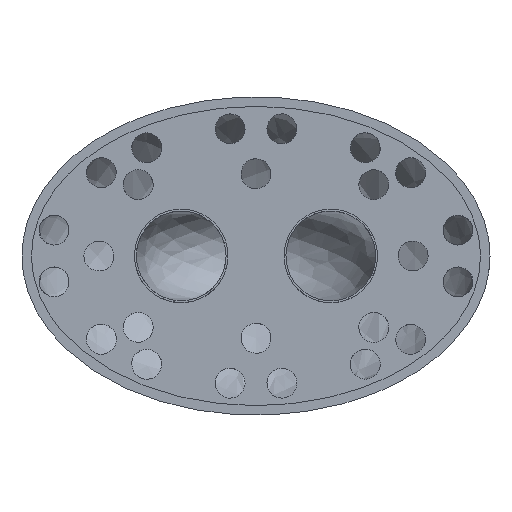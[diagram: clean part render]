
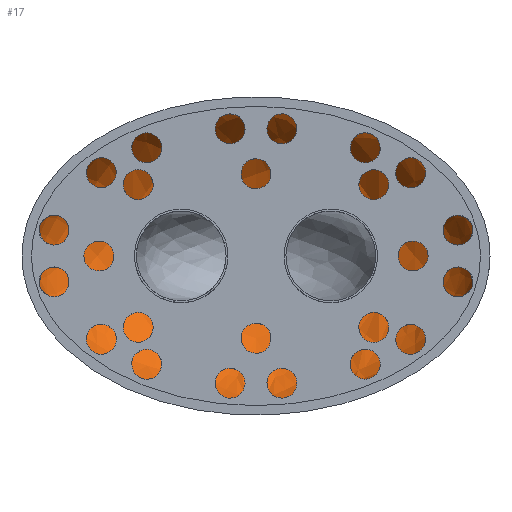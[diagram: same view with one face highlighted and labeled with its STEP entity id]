
A CAD part, top view. The second image highlights one B-rep face of the part: STEP entity #17.
In plain terms, the highlighted free-form (B-spline) face has degree [2, 2] with [5, 9] control points.
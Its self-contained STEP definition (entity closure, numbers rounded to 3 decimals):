
#17 = ADVANCED_FACE('',(#18),#40,.T.);
#18 = FACE_BOUND('',#19,.T.);
#19 = EDGE_LOOP('',(#20,#32));
#20 = ORIENTED_EDGE('',*,*,#21,.F.);
#21 = EDGE_CURVE('',#22,#24,#26,.T.);
#22 = VERTEX_POINT('',#23);
#23 = CARTESIAN_POINT('',(-22.569,0.,
    0.));
#24 = VERTEX_POINT('',#25);
#25 = CARTESIAN_POINT('',(22.569,0.,
    0.));
#26 = ( BOUNDED_CURVE() B_SPLINE_CURVE(2,(#27,#28,#29,#30,#31),
.UNSPECIFIED.,.F.,.F.) B_SPLINE_CURVE_WITH_KNOTS((3,2,3),(
-1.571,0.,1.571),.PIECEWISE_BEZIER_KNOTS.) CURVE() 
GEOMETRIC_REPRESENTATION_ITEM() RATIONAL_B_SPLINE_CURVE((1.,
0.707,1.,0.707,1.)) REPRESENTATION_ITEM('') );
#27 = CARTESIAN_POINT('',(-22.569,0.,
    0.));
#28 = CARTESIAN_POINT('',(-22.569,15.046,
    0.));
#29 = CARTESIAN_POINT('',(0.,15.046,
    0.));
#30 = CARTESIAN_POINT('',(22.569,15.046,
    0.));
#31 = CARTESIAN_POINT('',(22.569,0.,
    0.));
#32 = ORIENTED_EDGE('',*,*,#33,.F.);
#33 = EDGE_CURVE('',#24,#22,#34,.T.);
#34 = ( BOUNDED_CURVE() B_SPLINE_CURVE(2,(#35,#36,#37,#38,#39),
.UNSPECIFIED.,.F.,.F.) B_SPLINE_CURVE_WITH_KNOTS((3,2,3),(
-1.571,0.,1.571),.PIECEWISE_BEZIER_KNOTS.) CURVE() 
GEOMETRIC_REPRESENTATION_ITEM() RATIONAL_B_SPLINE_CURVE((1.,
0.707,1.,0.707,1.)) REPRESENTATION_ITEM('') );
#35 = CARTESIAN_POINT('',(22.569,0.,
    0.));
#36 = CARTESIAN_POINT('',(22.569,-15.046,
    0.));
#37 = CARTESIAN_POINT('',(0.,-15.046,
    0.));
#38 = CARTESIAN_POINT('',(-22.569,-15.046,
    0.));
#39 = CARTESIAN_POINT('',(-22.569,0.,
    0.));
#40 = ( BOUNDED_SURFACE() B_SPLINE_SURFACE(2,2,(
    (#41,#42,#43,#44,#45,#46,#47,#48,#49)
    ,(#50,#51,#52,#53,#54,#55,#56,#57,#58)
    ,(#59,#60,#61,#62,#63,#64,#65,#66,#67)
    ,(#68,#69,#70,#71,#72,#73,#74,#75,#76)
    ,(#77,#78,#79,#80,#81,#82,#83,#84,#85
)),.UNSPECIFIED.,.F.,.T.,.F.) B_SPLINE_SURFACE_WITH_KNOTS((3,2,3),(1,2,2
    ,2,2,2,1),(-1.571,0.,1.571),(-1.571,0.,
    1.571,3.142,4.712,6.283,
7.854),.UNSPECIFIED.) GEOMETRIC_REPRESENTATION_ITEM() 
RATIONAL_B_SPLINE_SURFACE((
    (1.,0.707,1.,0.707,1.,0.707,1.
      ,0.707,1.)
    ,(0.707,0.5,0.707,0.5,0.707,0.5
      ,0.707,0.5,0.707)
    ,(1.,0.707,1.,0.707,1.,0.707,1.
      ,0.707,1.)
    ,(0.707,0.5,0.707,0.5,0.707,0.5
      ,0.707,0.5,0.707)
    ,(1.,0.707,1.,0.707,1.,0.707,1.
,0.707,1.))) REPRESENTATION_ITEM('') SURFACE() );
#41 = CARTESIAN_POINT('',(-22.569,0.,
    0.));
#42 = CARTESIAN_POINT('',(-22.569,0.,
    0.));
#43 = CARTESIAN_POINT('',(-22.569,0.,
    0.));
#44 = CARTESIAN_POINT('',(-22.569,0.,
    0.));
#45 = CARTESIAN_POINT('',(-22.569,0.,
    0.));
#46 = CARTESIAN_POINT('',(-22.569,0.,
    0.));
#47 = CARTESIAN_POINT('',(-22.569,0.,
    0.));
#48 = CARTESIAN_POINT('',(-22.569,0.,
    0.));
#49 = CARTESIAN_POINT('',(-22.569,0.,
    0.));
#50 = CARTESIAN_POINT('',(-22.569,15.046,
    0.));
#51 = CARTESIAN_POINT('',(-22.569,15.046,
    13.365));
#52 = CARTESIAN_POINT('',(-22.569,0.,
    13.365));
#53 = CARTESIAN_POINT('',(-22.569,-15.046,
    13.365));
#54 = CARTESIAN_POINT('',(-22.569,-15.046,
    0.));
#55 = CARTESIAN_POINT('',(-22.569,-15.046,-13.365
    ));
#56 = CARTESIAN_POINT('',(-22.569,0.,
    -13.365));
#57 = CARTESIAN_POINT('',(-22.569,15.046,-13.365
    ));
#58 = CARTESIAN_POINT('',(-22.569,15.046,
    0.));
#59 = CARTESIAN_POINT('',(0.,15.046,
    0.));
#60 = CARTESIAN_POINT('',(0.,15.046,
    13.365));
#61 = CARTESIAN_POINT('',(0.,0.,
    13.365));
#62 = CARTESIAN_POINT('',(0.,-15.046,
    13.365));
#63 = CARTESIAN_POINT('',(0.,-15.046,
    0.));
#64 = CARTESIAN_POINT('',(0.,-15.046,
    -13.365));
#65 = CARTESIAN_POINT('',(0.,0.,
    -13.365));
#66 = CARTESIAN_POINT('',(0.,15.046,
    -13.365));
#67 = CARTESIAN_POINT('',(0.,15.046,
    0.));
#68 = CARTESIAN_POINT('',(22.569,15.046,
    0.));
#69 = CARTESIAN_POINT('',(22.569,15.046,
    13.365));
#70 = CARTESIAN_POINT('',(22.569,0.,
    13.365));
#71 = CARTESIAN_POINT('',(22.569,-15.046,
    13.365));
#72 = CARTESIAN_POINT('',(22.569,-15.046,
    0.));
#73 = CARTESIAN_POINT('',(22.569,-15.046,-13.365
    ));
#74 = CARTESIAN_POINT('',(22.569,0.,
    -13.365));
#75 = CARTESIAN_POINT('',(22.569,15.046,-13.365
    ));
#76 = CARTESIAN_POINT('',(22.569,15.046,
    0.));
#77 = CARTESIAN_POINT('',(22.569,0.,
    0.));
#78 = CARTESIAN_POINT('',(22.569,0.,
    0.));
#79 = CARTESIAN_POINT('',(22.569,0.,
    0.));
#80 = CARTESIAN_POINT('',(22.569,0.,
    0.));
#81 = CARTESIAN_POINT('',(22.569,0.,
    0.));
#82 = CARTESIAN_POINT('',(22.569,0.,
    0.));
#83 = CARTESIAN_POINT('',(22.569,0.,
    0.));
#84 = CARTESIAN_POINT('',(22.569,0.,
    0.));
#85 = CARTESIAN_POINT('',(22.569,0.,
    0.));
